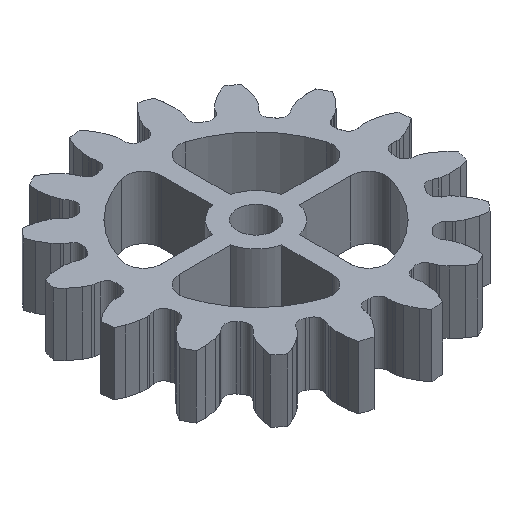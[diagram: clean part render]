
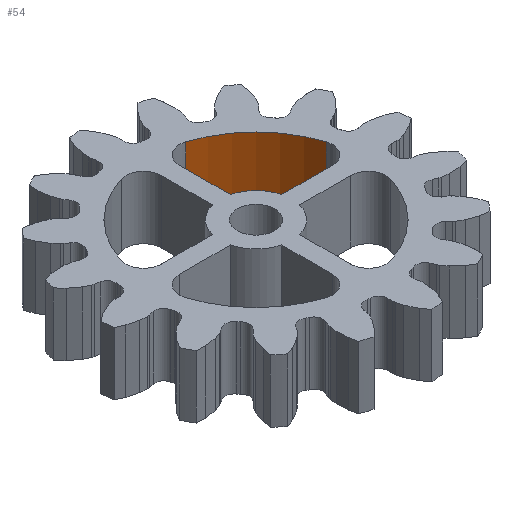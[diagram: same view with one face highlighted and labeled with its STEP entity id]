
A CAD part, isometric view. The second image highlights one B-rep face of the part: STEP entity #54.
In plain terms, the highlighted cylindrical face has radius 12 mm (diameter 24 mm), a partial arc.
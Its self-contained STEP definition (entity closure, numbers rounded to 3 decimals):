
#54=ADVANCED_FACE('',(#361),#363,.F.);
#361=FACE_BOUND('',#362,.T.);
#362=EDGE_LOOP('',(#2592,#2593,#2594,#2595));
#363=CYLINDRICAL_SURFACE('',#364,12.);
#364=AXIS2_PLACEMENT_3D('',#365,#366,#367);
#365=CARTESIAN_POINT('',(0.,0.,0.));
#366=DIRECTION('',(0.,0.,1.));
#367=DIRECTION('',(1.,0.,0.));
#2592=ORIENTED_EDGE('',*,*,#4076,.F.);
#2593=ORIENTED_EDGE('',*,*,#4066,.F.);
#2594=ORIENTED_EDGE('',*,*,#4077,.F.);
#2595=ORIENTED_EDGE('',*,*,#3813,.F.);
#3813=EDGE_CURVE('',#4800,#4803,#4804,.T.);
#4066=EDGE_CURVE('',#5307,#5299,#5309,.F.);
#4076=EDGE_CURVE('',#5299,#4800,#5320,.F.);
#4077=EDGE_CURVE('',#4803,#5307,#5321,.T.);
#4800=VERTEX_POINT('',#6588);
#4803=VERTEX_POINT('',#6594);
#4804=CIRCLE('',#6595,12.);
#5299=VERTEX_POINT('',#7650);
#5307=VERTEX_POINT('',#7668);
#5309=CIRCLE('',#7673,12.);
#5320=LINE('',#7706,#7707);
#5321=LINE('',#7709,#7710);
#6588=CARTESIAN_POINT('',(11.447,3.6,0.));
#6594=CARTESIAN_POINT('',(3.6,11.447,0.));
#6595=AXIS2_PLACEMENT_3D('',#6596,#6597,#6598);
#6596=CARTESIAN_POINT('',(0.,0.,0.));
#6597=DIRECTION('',(0.,0.,1.));
#6598=DIRECTION('',(0.954,0.3,0.));
#7650=CARTESIAN_POINT('',(11.447,3.6,7.));
#7668=CARTESIAN_POINT('',(3.6,11.447,7.));
#7673=AXIS2_PLACEMENT_3D('',#7674,#7675,#7676);
#7674=CARTESIAN_POINT('',(0.,0.,7.));
#7675=DIRECTION('',(0.,0.,1.));
#7676=DIRECTION('',(0.954,0.3,0.));
#7706=CARTESIAN_POINT('',(11.447,3.6,0.));
#7707=VECTOR('',#7708,1.);
#7708=DIRECTION('',(0.,0.,1.));
#7709=CARTESIAN_POINT('',(3.6,11.447,0.));
#7710=VECTOR('',#7711,1.);
#7711=DIRECTION('',(0.,0.,1.));
